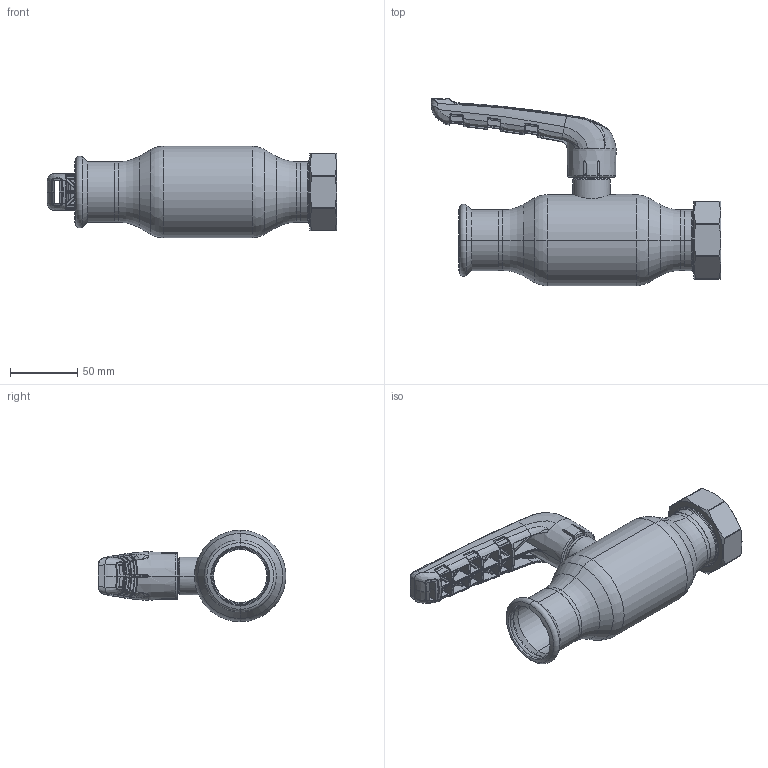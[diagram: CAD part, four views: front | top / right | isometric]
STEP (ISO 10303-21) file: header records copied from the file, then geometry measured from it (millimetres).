
FILE_DESCRIPTION (( 'STEP AP214' ), '1' );
FILE_NAME ('1040001400-xxxx.step', '2019-05-07T11:47:56', ( '' ), ( '' ), 'SwSTEP 2.0', 'SolidWorks 2017', '' );
FILE_SCHEMA (( 'AUTOMOTIVE_DESIGN' ));
Length unit declared in the file: millimetre
Products named in the file (1): 1040001400-xxxx
Bounding box: 215.45 x 139.71 x 68 mm (x, y, z)
Surface area: 80993.5 mm2 (no closed solid volume)
Topology: 0 solids, 11 shells, 872 faces, 2838 edges, 1825 vertices
Faces by surface type: bspline 688, cylinder 54, plane 51, cone 38, torus 33, sphere 8
Entity records: 64128 total; most frequent: CARTESIAN_POINT 36423, ORIENTED_EDGE 4562, EDGE_CURVE 2820, DIRECTION 1945, B_SPLINE_CURVE_WITH_KNOTS 1936, VERTEX_POINT 1825, EDGE_LOOP 887, AXIS2_PLACEMENT_3D 878
